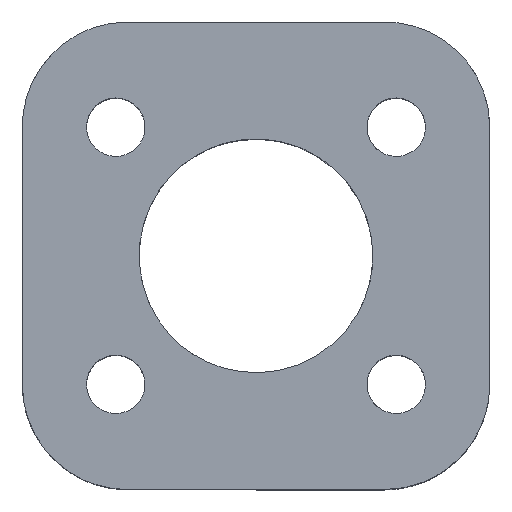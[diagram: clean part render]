
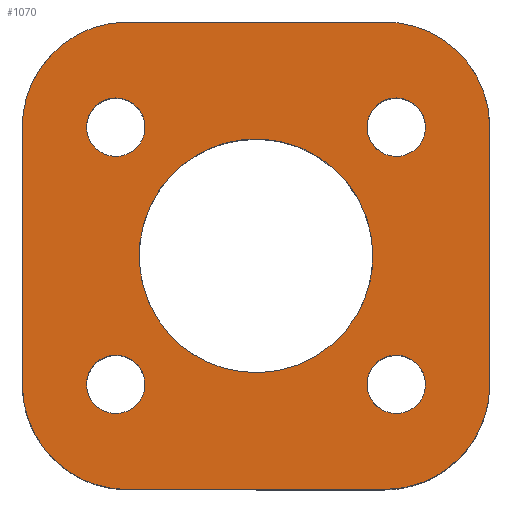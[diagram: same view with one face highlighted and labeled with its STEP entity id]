
A CAD part, top view. The second image highlights one B-rep face of the part: STEP entity #1070.
In plain terms, the highlighted free-form (B-spline) face has degree [1, 1] with [2, 2] control points.
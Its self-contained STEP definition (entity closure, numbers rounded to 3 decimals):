
#288=CARTESIAN_POINT('V14',(32.141,-16.214,
   120.0));
#289=VERTEX_POINT('V14',#288);
#295=CARTESIAN_POINT('E19',(32.141,-16.214,
   120.0));
#296=CARTESIAN_POINT('E19',(32.141,70.389,
   120.));
#297=CARTESIAN_POINT('E19',(-42.859,27.088,
   120.0));
#298=CARTESIAN_POINT('E19',(-117.859,-16.214,
   120.));
#299=CARTESIAN_POINT('E19',(-42.859,-59.515,
   120.0));
#300=CARTESIAN_POINT('E19',(32.141,-102.816,
   120.));
#301=CARTESIAN_POINT('E19',(32.141,-16.214,
   120.0));
#309=(BOUNDED_CURVE()B_SPLINE_CURVE(2,(#295,#296,#297,#298,#299,
   #300,#301),.CIRCULAR_ARC.,.T.,.U.)B_SPLINE_CURVE_WITH_KNOTS((3,
   2,2,3),(0.0,0.333,0.667,1.0),
   .UNSPECIFIED.)CURVE()GEOMETRIC_REPRESENTATION_ITEM()
   RATIONAL_B_SPLINE_CURVE((1.0,0.5,1.0,
   0.5,1.0,0.5,1.0))REPRESENTATION_ITEM(
   'E19'));
#310=EDGE_CURVE('E19',#289,#289,#309,.T.);
#357=CARTESIAN_POINT('V29',(42.141,51.286,
   120.0));
#358=VERTEX_POINT('V29',#357);
#364=CARTESIAN_POINT('E38',(42.141,51.286,
   120.0));
#365=CARTESIAN_POINT('E38',(63.792,51.286,
   120.));
#366=CARTESIAN_POINT('E38',(52.966,32.536,
   120.0));
#367=CARTESIAN_POINT('E38',(42.141,13.786,
   120.));
#368=CARTESIAN_POINT('E38',(31.316,32.536,
   120.0));
#369=CARTESIAN_POINT('E38',(20.49,51.286,
   120.));
#370=CARTESIAN_POINT('E38',(42.141,51.286,
   120.0));
#378=(BOUNDED_CURVE()B_SPLINE_CURVE(2,(#364,#365,#366,#367,#368,
   #369,#370),.CIRCULAR_ARC.,.T.,.U.)B_SPLINE_CURVE_WITH_KNOTS((3,
   2,2,3),(0.0,0.333,0.667,1.0),
   .UNSPECIFIED.)CURVE()GEOMETRIC_REPRESENTATION_ITEM()
   RATIONAL_B_SPLINE_CURVE((1.0,0.5,1.0,
   0.5,1.0,0.5,1.0))REPRESENTATION_ITEM(
   'E38'));
#379=EDGE_CURVE('E38',#358,#358,#378,.T.);
#426=CARTESIAN_POINT('V30',(42.141,-58.714,
   120.0));
#427=VERTEX_POINT('V30',#426);
#433=CARTESIAN_POINT('E40',(42.141,-58.714,
   120.0));
#434=CARTESIAN_POINT('E40',(63.792,-58.714,
   120.));
#435=CARTESIAN_POINT('E40',(52.966,-77.464,
   120.0));
#436=CARTESIAN_POINT('E40',(42.141,-96.214,
   120.));
#437=CARTESIAN_POINT('E40',(31.316,-77.464,
   120.0));
#438=CARTESIAN_POINT('E40',(20.49,-58.714,
   120.));
#439=CARTESIAN_POINT('E40',(42.141,-58.714,
   120.0));
#447=(BOUNDED_CURVE()B_SPLINE_CURVE(2,(#433,#434,#435,#436,#437,
   #438,#439),.CIRCULAR_ARC.,.T.,.U.)B_SPLINE_CURVE_WITH_KNOTS((3,
   2,2,3),(0.0,0.333,0.667,1.0),
   .UNSPECIFIED.)CURVE()GEOMETRIC_REPRESENTATION_ITEM()
   RATIONAL_B_SPLINE_CURVE((1.0,0.5,1.0,
   0.5,1.0,0.5,1.0))REPRESENTATION_ITEM(
   'E40'));
#448=EDGE_CURVE('E40',#427,#427,#447,.T.);
#495=CARTESIAN_POINT('V31',(-77.859,-58.714,
   120.0));
#496=VERTEX_POINT('V31',#495);
#502=CARTESIAN_POINT('E42',(-77.859,-58.714,
   120.0));
#503=CARTESIAN_POINT('E42',(-56.208,-58.714,
   120.));
#504=CARTESIAN_POINT('E42',(-67.034,-77.464,
   120.0));
#505=CARTESIAN_POINT('E42',(-77.859,-96.214,
   120.));
#506=CARTESIAN_POINT('E42',(-88.684,-77.464,
   120.0));
#507=CARTESIAN_POINT('E42',(-99.51,-58.714,
   120.));
#508=CARTESIAN_POINT('E42',(-77.859,-58.714,
   120.0));
#516=(BOUNDED_CURVE()B_SPLINE_CURVE(2,(#502,#503,#504,#505,#506,
   #507,#508),.CIRCULAR_ARC.,.T.,.U.)B_SPLINE_CURVE_WITH_KNOTS((3,
   2,2,3),(0.0,0.333,0.667,1.0),
   .UNSPECIFIED.)CURVE()GEOMETRIC_REPRESENTATION_ITEM()
   RATIONAL_B_SPLINE_CURVE((1.0,0.5,1.0,
   0.5,1.0,0.5,1.0))REPRESENTATION_ITEM(
   'E42'));
#517=EDGE_CURVE('E42',#496,#496,#516,.T.);
#564=CARTESIAN_POINT('V32',(-77.859,51.286,
   120.0));
#565=VERTEX_POINT('V32',#564);
#571=CARTESIAN_POINT('E44',(-77.859,51.286,
   120.0));
#572=CARTESIAN_POINT('E44',(-56.208,51.286,
   120.));
#573=CARTESIAN_POINT('E44',(-67.034,32.536,
   120.0));
#574=CARTESIAN_POINT('E44',(-77.859,13.786,
   120.));
#575=CARTESIAN_POINT('E44',(-88.684,32.536,
   120.0));
#576=CARTESIAN_POINT('E44',(-99.51,51.286,
   120.));
#577=CARTESIAN_POINT('E44',(-77.859,51.286,
   120.0));
#585=(BOUNDED_CURVE()B_SPLINE_CURVE(2,(#571,#572,#573,#574,#575,
   #576,#577),.CIRCULAR_ARC.,.T.,.U.)B_SPLINE_CURVE_WITH_KNOTS((3,
   2,2,3),(0.0,0.333,0.667,1.0),
   .UNSPECIFIED.)CURVE()GEOMETRIC_REPRESENTATION_ITEM()
   RATIONAL_B_SPLINE_CURVE((1.0,0.5,1.0,
   0.5,1.0,0.5,1.0))REPRESENTATION_ITEM(
   'E44'));
#586=EDGE_CURVE('E44',#565,#565,#585,.T.);
#721=CARTESIAN_POINT('V1',(37.141,83.786,
   120.0));
#722=VERTEX_POINT('V1',#721);
#730=CARTESIAN_POINT('V4',(-72.859,83.786,
   120.0));
#731=VERTEX_POINT('V4',#730);
#732=CARTESIAN_POINT('E4',(-72.859,83.786,
   120.0));
#733=CARTESIAN_POINT('E4',(37.141,83.786,
   120.0));
#734=B_SPLINE_CURVE_WITH_KNOTS('E4',1,(#732,#733),.POLYLINE_FORM.,
   .F.,.U.,(2,2),(0.225,0.775),
   .UNSPECIFIED.);
#735=EDGE_CURVE('E4',#731,#722,#734,.T.);
#788=CARTESIAN_POINT('V15',(-117.859,38.786,
   120.0));
#789=VERTEX_POINT('V15',#788);
#790=CARTESIAN_POINT('E46',(-72.859,83.786,
   120.0));
#791=CARTESIAN_POINT('E46',(-117.859,83.786,
   120.));
#792=CARTESIAN_POINT('E46',(-117.859,38.786,
   120.0));
#800=(BOUNDED_CURVE()B_SPLINE_CURVE(2,(#790,#791,#792),
   .CIRCULAR_ARC.,.F.,.U.)CURVE()GEOMETRIC_REPRESENTATION_ITEM()
   QUASI_UNIFORM_CURVE()RATIONAL_B_SPLINE_CURVE((1.0,
   0.707,1.0))REPRESENTATION_ITEM('E46'));
#801=EDGE_CURVE('E46',#731,#789,#800,.T.);
#817=CARTESIAN_POINT('V18',(-117.859,-71.214,
   120.0));
#818=VERTEX_POINT('V18',#817);
#819=CARTESIAN_POINT('E23',(-117.859,38.786,
   120.0));
#820=CARTESIAN_POINT('E23',(-117.859,-71.214,
   120.0));
#821=B_SPLINE_CURVE_WITH_KNOTS('E23',1,(#819,#820),.POLYLINE_FORM.,
   .F.,.U.,(2,2),(0.225,0.775),
   .UNSPECIFIED.);
#822=EDGE_CURVE('E23',#789,#818,#821,.T.);
#853=CARTESIAN_POINT('V33',(-72.859,-116.214,
   120.0));
#854=VERTEX_POINT('V33',#853);
#855=CARTESIAN_POINT('E47',(-117.859,-71.214,
   120.0));
#856=CARTESIAN_POINT('E47',(-117.859,
   -116.214,120.));
#857=CARTESIAN_POINT('E47',(-72.859,-116.214,
   120.0));
#865=(BOUNDED_CURVE()B_SPLINE_CURVE(2,(#855,#856,#857),
   .CIRCULAR_ARC.,.F.,.U.)CURVE()GEOMETRIC_REPRESENTATION_ITEM()
   QUASI_UNIFORM_CURVE()RATIONAL_B_SPLINE_CURVE((1.0,
   0.707,1.0))REPRESENTATION_ITEM('E47'));
#866=EDGE_CURVE('E47',#818,#854,#865,.T.);
#966=CARTESIAN_POINT('V20',(82.141,38.786,
   120.0));
#967=VERTEX_POINT('V20',#966);
#974=CARTESIAN_POINT('V21',(82.141,-71.214,
   120.0));
#975=VERTEX_POINT('V21',#974);
#981=CARTESIAN_POINT('E25',(82.141,-71.214,
   120.0));
#982=CARTESIAN_POINT('E25',(82.141,38.786,
   120.0));
#983=B_SPLINE_CURVE_WITH_KNOTS('E25',1,(#981,#982),.POLYLINE_FORM.,
   .F.,.U.,(2,2),(0.225,0.775),
   .UNSPECIFIED.);
#984=EDGE_CURVE('E25',#975,#967,#983,.T.);
#1003=CARTESIAN_POINT('E45',(82.141,38.786,
   120.0));
#1004=CARTESIAN_POINT('E45',(82.141,83.786,
   120.));
#1005=CARTESIAN_POINT('E45',(37.141,83.786,
   120.0));
#1013=(BOUNDED_CURVE()B_SPLINE_CURVE(2,(#1003,#1004,#1005),
   .CIRCULAR_ARC.,.F.,.U.)CURVE()GEOMETRIC_REPRESENTATION_ITEM()
   QUASI_UNIFORM_CURVE()RATIONAL_B_SPLINE_CURVE((1.0,
   0.707,1.0))REPRESENTATION_ITEM('E45'));
#1014=EDGE_CURVE('E45',#967,#722,#1013,.T.);
#1022=CARTESIAN_POINT('F15',(87.141,-121.214,
   120.0));
#1023=CARTESIAN_POINT('F15',(87.141,88.786,
   120.0));
#1024=CARTESIAN_POINT('F15',(-122.859,
   -121.214,120.0));
#1025=CARTESIAN_POINT('F15',(-122.859,88.786,
   120.0));
#1026=QUASI_UNIFORM_SURFACE('F15',1,1,((#1022,#1024),(#1023,#1025))
,.PLANE_SURF.,.F.,.F.,.U.);
#1027=ORIENTED_EDGE('E45',*,*,#1014,.F.);
#1028=ORIENTED_EDGE('F9',*,*,#984,.F.);
#1029=CARTESIAN_POINT('V34',(37.141,-116.214,
   120.0));
#1030=VERTEX_POINT('V34',#1029);
#1031=CARTESIAN_POINT('E49',(37.141,-116.214,
   120.0));
#1032=CARTESIAN_POINT('E49',(82.141,-116.214,
   120.));
#1033=CARTESIAN_POINT('E49',(82.141,-71.214,
   120.0));
#1041=(BOUNDED_CURVE()B_SPLINE_CURVE(2,(#1031,#1032,#1033),
   .CIRCULAR_ARC.,.F.,.U.)CURVE()GEOMETRIC_REPRESENTATION_ITEM()
   QUASI_UNIFORM_CURVE()RATIONAL_B_SPLINE_CURVE((1.0,
   0.707,1.0))REPRESENTATION_ITEM('E49'));
#1042=EDGE_CURVE('E49',#1030,#975,#1041,.T.);
#1043=ORIENTED_EDGE('E49',*,*,#1042,.F.);
#1044=CARTESIAN_POINT('E48',(-72.859,
   -116.214,120.0));
#1045=CARTESIAN_POINT('E48',(37.141,-116.214,
   120.));
#1046=B_SPLINE_CURVE_WITH_KNOTS('E48',1,(#1044,#1045),
   .POLYLINE_FORM.,.F.,.U.,(2,2),(0.225,
   0.775),.UNSPECIFIED.);
#1047=EDGE_CURVE('E48',#854,#1030,#1046,.T.);
#1048=ORIENTED_EDGE('E48',*,*,#1047,.F.);
#1049=ORIENTED_EDGE('E47',*,*,#866,.F.);
#1050=ORIENTED_EDGE('E23',*,*,#822,.F.);
#1051=ORIENTED_EDGE('E46',*,*,#801,.F.);
#1052=ORIENTED_EDGE('E4',*,*,#735,.T.);
#1053=EDGE_LOOP('F15',(#1027,#1028,#1043,#1048,#1049,#1050,#1051,
   #1052));
#1054=FACE_OUTER_BOUND('F15',#1053,.F.);
#1055=ORIENTED_EDGE('E44',*,*,#586,.F.);
#1056=EDGE_LOOP('F15',(#1055));
#1057=FACE_BOUND('F15',#1056,.F.);
#1058=ORIENTED_EDGE('E42',*,*,#517,.F.);
#1059=EDGE_LOOP('F15',(#1058));
#1060=FACE_BOUND('F15',#1059,.F.);
#1061=ORIENTED_EDGE('E40',*,*,#448,.F.);
#1062=EDGE_LOOP('F15',(#1061));
#1063=FACE_BOUND('F15',#1062,.F.);
#1064=ORIENTED_EDGE('E38',*,*,#379,.F.);
#1065=EDGE_LOOP('F15',(#1064));
#1066=FACE_BOUND('F15',#1065,.F.);
#1067=ORIENTED_EDGE('E19',*,*,#310,.T.);
#1068=EDGE_LOOP('F15',(#1067));
#1069=FACE_BOUND('F15',#1068,.F.);
#1070=ADVANCED_FACE('F15',(#1054,#1057,#1060,#1063,#1066,#1069),
   #1026,.T.);
